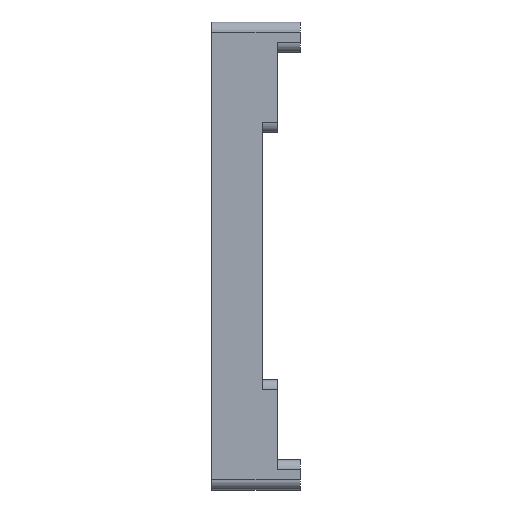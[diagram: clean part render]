
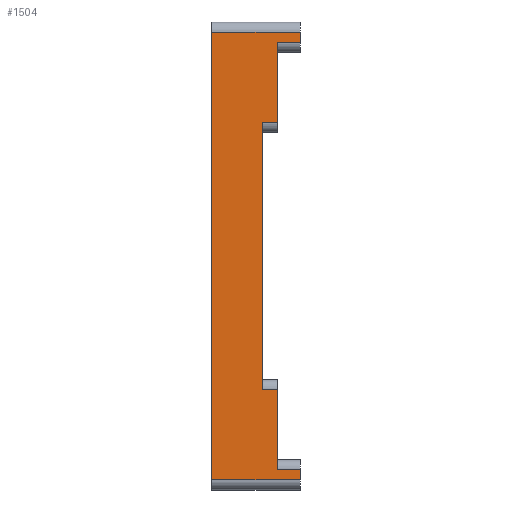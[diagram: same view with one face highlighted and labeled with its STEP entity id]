
A CAD part, left-side view. The second image highlights one B-rep face of the part: STEP entity #1504.
In plain terms, the highlighted planar face has unit normal (-1, 0, 0).
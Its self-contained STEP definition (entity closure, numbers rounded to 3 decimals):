
#101 = VECTOR ( 'NONE', #883, 1000. ) ;
#105 = ORIENTED_EDGE ( 'NONE', *, *, #356, .F. ) ;
#144 = ORIENTED_EDGE ( 'NONE', *, *, #229, .T. ) ;
#179 = CARTESIAN_POINT ( 'NONE',  ( -32.5, 5., 29. ) ) ;
#221 = VECTOR ( 'NONE', #2073, 1000. ) ;
#229 = EDGE_CURVE ( 'NONE', #2385, #321, #1679, .T. ) ;
#247 = ORIENTED_EDGE ( 'NONE', *, *, #306, .T. ) ;
#279 = CARTESIAN_POINT ( 'NONE',  ( -32.5, -8.4, 16.5 ) ) ;
#306 = EDGE_CURVE ( 'NONE', #2191, #781, #1507, .T. ) ;
#321 = VERTEX_POINT ( 'NONE', #2266 ) ;
#329 = CARTESIAN_POINT ( 'NONE',  ( -32.5, -8.4, -28. ) ) ;
#339 = VERTEX_POINT ( 'NONE', #1731 ) ;
#356 = EDGE_CURVE ( 'NONE', #1300, #1505, #817, .T. ) ;
#367 = DIRECTION ( 'NONE',  ( 0., 0., -1. ) ) ;
#387 = CARTESIAN_POINT ( 'NONE',  ( -32.5, -1.5, 7.5 ) ) ;
#388 = EDGE_CURVE ( 'NONE', #1300, #1719, #1349, .T. ) ;
#393 = AXIS2_PLACEMENT_3D ( 'NONE', #2141, #438, #1612 ) ;
#397 = VECTOR ( 'NONE', #471, 1000. ) ;
#422 = CARTESIAN_POINT ( 'NONE',  ( -32.5, -1.5, 15.5 ) ) ;
#438 = DIRECTION ( 'NONE',  ( -1., 0., 0. ) ) ;
#442 = ORIENTED_EDGE ( 'NONE', *, *, #2029, .F. ) ;
#470 = VECTOR ( 'NONE', #565, 1000. ) ;
#471 = DIRECTION ( 'NONE',  ( 0., 0., 1. ) ) ;
#498 = VECTOR ( 'NONE', #991, 1000. ) ;
#518 = CARTESIAN_POINT ( 'NONE',  ( -32.5, 0., -29. ) ) ;
#531 = LINE ( 'NONE', #1863, #221 ) ;
#565 = DIRECTION ( 'NONE',  ( 0., -1., 0. ) ) ;
#623 = FACE_OUTER_BOUND ( 'NONE', #1225, .T. ) ;
#648 = ORIENTED_EDGE ( 'NONE', *, *, #1548, .F. ) ;
#668 = VECTOR ( 'NONE', #718, 1000. ) ;
#718 = DIRECTION ( 'NONE',  ( 0., 0., 1. ) ) ;
#745 = CARTESIAN_POINT ( 'NONE',  ( -32.5, -1.5, -19. ) ) ;
#781 = VERTEX_POINT ( 'NONE', #1242 ) ;
#798 = VERTEX_POINT ( 'NONE', #2244 ) ;
#817 = LINE ( 'NONE', #2117, #1054 ) ;
#881 = CARTESIAN_POINT ( 'NONE',  ( -32.5, -3.8, -27. ) ) ;
#883 = DIRECTION ( 'NONE',  ( 0., 0., -1. ) ) ;
#991 = DIRECTION ( 'NONE',  ( 0., 0., 1. ) ) ;
#1024 = VECTOR ( 'NONE', #1405, 1000. ) ;
#1033 = EDGE_CURVE ( 'NONE', #2191, #1898, #531, .T. ) ;
#1054 = VECTOR ( 'NONE', #2140, 1000. ) ;
#1085 = DIRECTION ( 'NONE',  ( 0., 0., 1. ) ) ;
#1130 = LINE ( 'NONE', #745, #470 ) ;
#1140 = EDGE_CURVE ( 'NONE', #798, #321, #1837, .T. ) ;
#1141 = LINE ( 'NONE', #1298, #668 ) ;
#1145 = ORIENTED_EDGE ( 'NONE', *, *, #1033, .F. ) ;
#1169 = EDGE_CURVE ( 'NONE', #2139, #339, #2225, .T. ) ;
#1225 = EDGE_LOOP ( 'NONE', ( #1751, #648, #1384, #1145, #247, #442, #144, #1473, #1435, #105, #2142, #1387 ) ) ;
#1242 = CARTESIAN_POINT ( 'NONE',  ( -32.5, -3.8, 16.5 ) ) ;
#1249 = VECTOR ( 'NONE', #1085, 1000. ) ;
#1298 = CARTESIAN_POINT ( 'NONE',  ( -32.5, -3.8, -29. ) ) ;
#1300 = VERTEX_POINT ( 'NONE', #1680 ) ;
#1313 = CARTESIAN_POINT ( 'NONE',  ( -32.5, -3.8, 14.5 ) ) ;
#1338 = CARTESIAN_POINT ( 'NONE',  ( -32.5, -1.5, -19. ) ) ;
#1349 = LINE ( 'NONE', #1541, #498 ) ;
#1372 = PLANE ( 'NONE',  #393 ) ;
#1384 = ORIENTED_EDGE ( 'NONE', *, *, #2085, .T. ) ;
#1387 = ORIENTED_EDGE ( 'NONE', *, *, #1737, .F. ) ;
#1405 = DIRECTION ( 'NONE',  ( 0., -1., 0. ) ) ;
#1435 = ORIENTED_EDGE ( 'NONE', *, *, #2186, .T. ) ;
#1473 = ORIENTED_EDGE ( 'NONE', *, *, #1140, .F. ) ;
#1504 = ADVANCED_FACE ( 'NONE', ( #623 ), #1372, .T. ) ;
#1505 = VERTEX_POINT ( 'NONE', #881 ) ;
#1507 = LINE ( 'NONE', #1313, #1249 ) ;
#1541 = CARTESIAN_POINT ( 'NONE',  ( -32.5, -1.5, -26. ) ) ;
#1548 = EDGE_CURVE ( 'NONE', #2184, #2139, #1991, .T. ) ;
#1612 = DIRECTION ( 'NONE',  ( 0., 0., -1. ) ) ;
#1679 = LINE ( 'NONE', #179, #2091 ) ;
#1680 = CARTESIAN_POINT ( 'NONE',  ( -32.5, -1.5, -27. ) ) ;
#1719 = VERTEX_POINT ( 'NONE', #1338 ) ;
#1731 = CARTESIAN_POINT ( 'NONE',  ( -32.5, 0., -19. ) ) ;
#1737 = EDGE_CURVE ( 'NONE', #339, #1719, #1130, .T. ) ;
#1751 = ORIENTED_EDGE ( 'NONE', *, *, #1169, .F. ) ;
#1798 = LINE ( 'NONE', #279, #1024 ) ;
#1837 = LINE ( 'NONE', #329, #2245 ) ;
#1863 = CARTESIAN_POINT ( 'NONE',  ( -32.5, -1.5, 15.5 ) ) ;
#1898 = VERTEX_POINT ( 'NONE', #422 ) ;
#1986 = CARTESIAN_POINT ( 'NONE',  ( -32.5, 5., 16.5 ) ) ;
#1988 = LINE ( 'NONE', #2355, #397 ) ;
#1991 = LINE ( 'NONE', #2423, #2453 ) ;
#2029 = EDGE_CURVE ( 'NONE', #2385, #781, #1798, .T. ) ;
#2061 = DIRECTION ( 'NONE',  ( 0., 1., 0. ) ) ;
#2066 = CARTESIAN_POINT ( 'NONE',  ( -32.5, -3.8, 15.5 ) ) ;
#2073 = DIRECTION ( 'NONE',  ( 0., 1., 0. ) ) ;
#2085 = EDGE_CURVE ( 'NONE', #2184, #1898, #1988, .T. ) ;
#2091 = VECTOR ( 'NONE', #367, 1000. ) ;
#2117 = CARTESIAN_POINT ( 'NONE',  ( -32.5, -3.8, -27. ) ) ;
#2139 = VERTEX_POINT ( 'NONE', #2261 ) ;
#2140 = DIRECTION ( 'NONE',  ( 0., -1., 0. ) ) ;
#2141 = CARTESIAN_POINT ( 'NONE',  ( -32.5, -8.4, 29. ) ) ;
#2142 = ORIENTED_EDGE ( 'NONE', *, *, #388, .T. ) ;
#2184 = VERTEX_POINT ( 'NONE', #387 ) ;
#2186 = EDGE_CURVE ( 'NONE', #798, #1505, #1141, .T. ) ;
#2191 = VERTEX_POINT ( 'NONE', #2066 ) ;
#2208 = DIRECTION ( 'NONE',  ( 0., 1., 0. ) ) ;
#2225 = LINE ( 'NONE', #518, #101 ) ;
#2244 = CARTESIAN_POINT ( 'NONE',  ( -32.5, -3.8, -28. ) ) ;
#2245 = VECTOR ( 'NONE', #2061, 1000. ) ;
#2261 = CARTESIAN_POINT ( 'NONE',  ( -32.5, 0., 7.5 ) ) ;
#2266 = CARTESIAN_POINT ( 'NONE',  ( -32.5, 5., -28. ) ) ;
#2355 = CARTESIAN_POINT ( 'NONE',  ( -32.5, -1.5, 14.5 ) ) ;
#2385 = VERTEX_POINT ( 'NONE', #1986 ) ;
#2423 = CARTESIAN_POINT ( 'NONE',  ( -32.5, 0., 7.5 ) ) ;
#2453 = VECTOR ( 'NONE', #2208, 1000. ) ;
